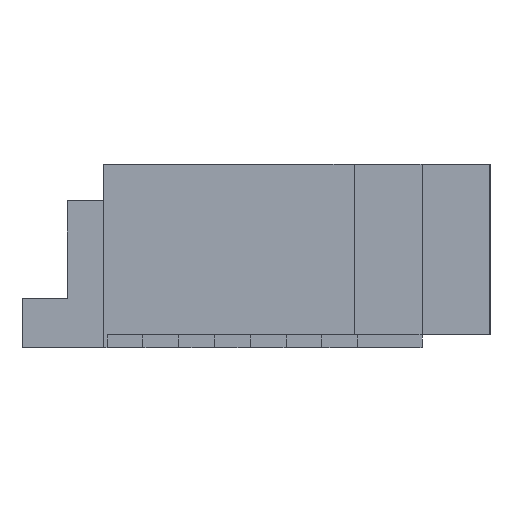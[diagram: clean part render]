
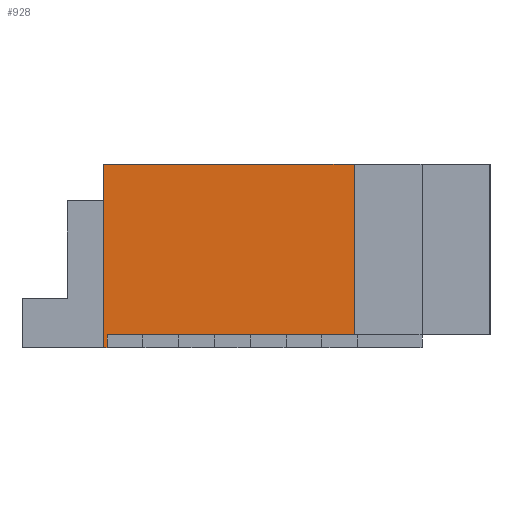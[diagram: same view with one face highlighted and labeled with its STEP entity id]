
A CAD part, left-side view. The second image highlights one B-rep face of the part: STEP entity #928.
In plain terms, the highlighted planar face has unit normal (-1, 0, 0).
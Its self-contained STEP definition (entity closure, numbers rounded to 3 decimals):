
#40 = VERTEX_POINT('',#41);
#41 = CARTESIAN_POINT('',(-7.435,0.8,2.56));
#47 = EDGE_CURVE('',#48,#40,#50,.T.);
#48 = VERTEX_POINT('',#49);
#49 = CARTESIAN_POINT('',(-7.435,0.8,0.));
#50 = LINE('',#51,#52);
#51 = CARTESIAN_POINT('',(-7.435,0.8,0.));
#52 = VECTOR('',#53,1.);
#53 = DIRECTION('',(0.,0.,1.));
#438 = VERTEX_POINT('',#439);
#439 = CARTESIAN_POINT('',(-7.435,0.75,0.));
#445 = EDGE_CURVE('',#48,#438,#446,.T.);
#446 = LINE('',#447,#448);
#447 = CARTESIAN_POINT('',(-7.435,0.8,0.));
#448 = VECTOR('',#449,1.);
#449 = DIRECTION('',(0.,-1.,0.));
#928 = ADVANCED_FACE('',(#929),#963,.F.);
#929 = FACE_BOUND('',#930,.F.);
#930 = EDGE_LOOP('',(#931,#932,#933,#941,#949,#957));
#931 = ORIENTED_EDGE('',*,*,#445,.F.);
#932 = ORIENTED_EDGE('',*,*,#47,.T.);
#933 = ORIENTED_EDGE('',*,*,#934,.T.);
#934 = EDGE_CURVE('',#40,#935,#937,.T.);
#935 = VERTEX_POINT('',#936);
#936 = CARTESIAN_POINT('',(-7.435,-2.7,2.56));
#937 = LINE('',#938,#939);
#938 = CARTESIAN_POINT('',(-7.435,0.8,2.56));
#939 = VECTOR('',#940,1.);
#940 = DIRECTION('',(0.,-1.,0.));
#941 = ORIENTED_EDGE('',*,*,#942,.F.);
#942 = EDGE_CURVE('',#943,#935,#945,.T.);
#943 = VERTEX_POINT('',#944);
#944 = CARTESIAN_POINT('',(-7.435,-2.7,0.18));
#945 = LINE('',#946,#947);
#946 = CARTESIAN_POINT('',(-7.435,-2.7,0.));
#947 = VECTOR('',#948,1.);
#948 = DIRECTION('',(0.,0.,1.));
#949 = ORIENTED_EDGE('',*,*,#950,.F.);
#950 = EDGE_CURVE('',#951,#943,#953,.T.);
#951 = VERTEX_POINT('',#952);
#952 = CARTESIAN_POINT('',(-7.435,0.75,0.18));
#953 = LINE('',#954,#955);
#954 = CARTESIAN_POINT('',(-7.435,-0.1,0.18));
#955 = VECTOR('',#956,1.);
#956 = DIRECTION('',(0.,-1.,0.));
#957 = ORIENTED_EDGE('',*,*,#958,.T.);
#958 = EDGE_CURVE('',#951,#438,#959,.T.);
#959 = LINE('',#960,#961);
#960 = CARTESIAN_POINT('',(-7.435,0.75,0.));
#961 = VECTOR('',#962,1.);
#962 = DIRECTION('',(-0.,0.,-1.));
#963 = PLANE('',#964);
#964 = AXIS2_PLACEMENT_3D('',#965,#966,#967);
#965 = CARTESIAN_POINT('',(-7.435,0.8,0.));
#966 = DIRECTION('',(1.,0.,0.));
#967 = DIRECTION('',(0.,-1.,0.));
